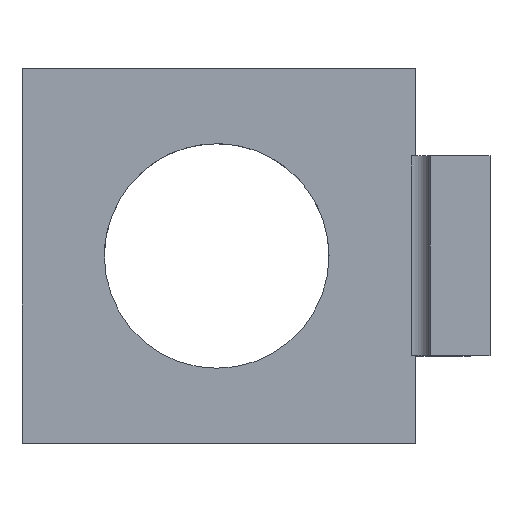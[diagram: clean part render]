
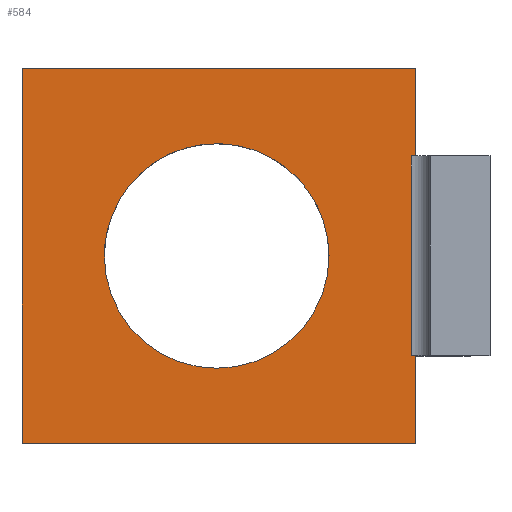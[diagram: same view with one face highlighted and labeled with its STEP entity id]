
A CAD part, top view. The second image highlights one B-rep face of the part: STEP entity #584.
In plain terms, the highlighted planar face has unit normal (0, 0, 1).
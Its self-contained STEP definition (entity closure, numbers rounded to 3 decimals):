
#537=AXIS2_PLACEMENT_3D('Circle Axis2P3D',#535,#536,$) ;
#557=AXIS2_PLACEMENT_3D('Plane Axis2P3D',#554,#555,#556) ;
#194=CARTESIAN_POINT('Vertex',(10.4,2.329,1.6)) ;
#201=CARTESIAN_POINT('Vertex',(10.4,7.671,1.6)) ;
#204=CARTESIAN_POINT('Line Origine',(10.4,5.,1.6)) ;
#293=CARTESIAN_POINT('Line Origine',(10.45,2.329,1.6)) ;
#297=CARTESIAN_POINT('Vertex',(10.5,2.329,1.6)) ;
#324=CARTESIAN_POINT('Line Origine',(10.5,1.165,1.6)) ;
#328=CARTESIAN_POINT('Vertex',(10.5,0.,1.6)) ;
#355=CARTESIAN_POINT('Line Origine',(5.25,0.,1.6)) ;
#359=CARTESIAN_POINT('Vertex',(0.,0.,1.6)) ;
#386=CARTESIAN_POINT('Line Origine',(0.,5.,1.6)) ;
#390=CARTESIAN_POINT('Vertex',(0.,10.,1.6)) ;
#417=CARTESIAN_POINT('Line Origine',(5.25,10.,1.6)) ;
#421=CARTESIAN_POINT('Vertex',(10.5,10.,1.6)) ;
#448=CARTESIAN_POINT('Line Origine',(10.5,8.835,1.6)) ;
#452=CARTESIAN_POINT('Vertex',(10.5,7.671,1.6)) ;
#472=CARTESIAN_POINT('Line Origine',(10.45,7.671,1.6)) ;
#532=CARTESIAN_POINT('Vertex',(2.2,5.,1.6)) ;
#535=CARTESIAN_POINT('Axis2P3D Location',(5.2,5.,1.6)) ;
#539=CARTESIAN_POINT('Vertex',(8.2,5.,1.6)) ;
#554=CARTESIAN_POINT('Axis2P3D Location',(0.,0.,1.6)) ;
#570=CARTESIAN_POINT('Control Point',(8.2,5.,1.6)) ;
#571=CARTESIAN_POINT('Control Point',(8.2,5.942,1.6)) ;
#572=CARTESIAN_POINT('Control Point',(7.83,6.885,1.6)) ;
#573=CARTESIAN_POINT('Control Point',(7.085,7.63,1.6)) ;
#574=CARTESIAN_POINT('Control Point',(5.2,8.37,1.6)) ;
#575=CARTESIAN_POINT('Control Point',(3.315,7.63,1.6)) ;
#576=CARTESIAN_POINT('Control Point',(2.57,6.885,1.6)) ;
#577=CARTESIAN_POINT('Control Point',(2.2,5.942,1.6)) ;
#578=CARTESIAN_POINT('Control Point',(2.2,5.,1.6)) ;
#205=DIRECTION('Vector Direction',(0.,-1.,0.)) ;
#294=DIRECTION('Vector Direction',(-1.,0.,0.)) ;
#325=DIRECTION('Vector Direction',(0.,1.,0.)) ;
#356=DIRECTION('Vector Direction',(-1.,0.,0.)) ;
#387=DIRECTION('Vector Direction',(0.,1.,0.)) ;
#418=DIRECTION('Vector Direction',(1.,0.,0.)) ;
#449=DIRECTION('Vector Direction',(0.,-1.,0.)) ;
#473=DIRECTION('Vector Direction',(1.,0.,0.)) ;
#536=DIRECTION('Axis2P3D Direction',(0.,0.,1.)) ;
#555=DIRECTION('Axis2P3D Direction',(0.,0.,1.)) ;
#556=DIRECTION('Axis2P3D XDirection',(1.,0.,0.)) ;
#206=VECTOR('Line Direction',#205,1.) ;
#295=VECTOR('Line Direction',#294,1.) ;
#326=VECTOR('Line Direction',#325,1.) ;
#357=VECTOR('Line Direction',#356,1.) ;
#388=VECTOR('Line Direction',#387,1.) ;
#419=VECTOR('Line Direction',#418,1.) ;
#450=VECTOR('Line Direction',#449,1.) ;
#474=VECTOR('Line Direction',#473,1.) ;
#560=ORIENTED_EDGE('',*,*,#208,.T.) ;
#561=ORIENTED_EDGE('',*,*,#476,.T.) ;
#562=ORIENTED_EDGE('',*,*,#454,.F.) ;
#563=ORIENTED_EDGE('',*,*,#423,.F.) ;
#564=ORIENTED_EDGE('',*,*,#392,.F.) ;
#565=ORIENTED_EDGE('',*,*,#361,.F.) ;
#566=ORIENTED_EDGE('',*,*,#330,.T.) ;
#567=ORIENTED_EDGE('',*,*,#299,.T.) ;
#581=ORIENTED_EDGE('',*,*,#579,.F.) ;
#582=ORIENTED_EDGE('',*,*,#541,.F.) ;
#583=FACE_BOUND('',#580,.T.) ;
#584=ADVANCED_FACE('V1',(#568,#583),#558,.T.) ;
#569=B_SPLINE_CURVE_WITH_KNOTS('',5,(#570,#571,#572,#573,#574,#575,#576,#577,#578),.UNSPECIFIED.,.F.,.U.,(6,3,6),(0.,4.712,9.425),.UNSPECIFIED.) ;
#538=CIRCLE('generated circle',#537,3.) ;
#208=EDGE_CURVE('',#195,#202,#207,.F.) ;
#299=EDGE_CURVE('',#298,#195,#296,.T.) ;
#330=EDGE_CURVE('',#329,#298,#327,.T.) ;
#361=EDGE_CURVE('',#329,#360,#358,.T.) ;
#392=EDGE_CURVE('',#360,#391,#389,.T.) ;
#423=EDGE_CURVE('',#391,#422,#420,.T.) ;
#454=EDGE_CURVE('',#422,#453,#451,.T.) ;
#476=EDGE_CURVE('',#202,#453,#475,.T.) ;
#541=EDGE_CURVE('',#533,#540,#538,.T.) ;
#579=EDGE_CURVE('',#540,#533,#569,.T.) ;
#559=EDGE_LOOP('',(#560,#561,#562,#563,#564,#565,#566,#567)) ;
#580=EDGE_LOOP('',(#581,#582)) ;
#568=FACE_OUTER_BOUND('',#559,.T.) ;
#207=LINE('Line',#204,#206) ;
#296=LINE('Line',#293,#295) ;
#327=LINE('Line',#324,#326) ;
#358=LINE('Line',#355,#357) ;
#389=LINE('Line',#386,#388) ;
#420=LINE('Line',#417,#419) ;
#451=LINE('Line',#448,#450) ;
#475=LINE('Line',#472,#474) ;
#558=PLANE('',#557) ;
#195=VERTEX_POINT('',#194) ;
#202=VERTEX_POINT('',#201) ;
#298=VERTEX_POINT('',#297) ;
#329=VERTEX_POINT('',#328) ;
#360=VERTEX_POINT('',#359) ;
#391=VERTEX_POINT('',#390) ;
#422=VERTEX_POINT('',#421) ;
#453=VERTEX_POINT('',#452) ;
#533=VERTEX_POINT('',#532) ;
#540=VERTEX_POINT('',#539) ;
